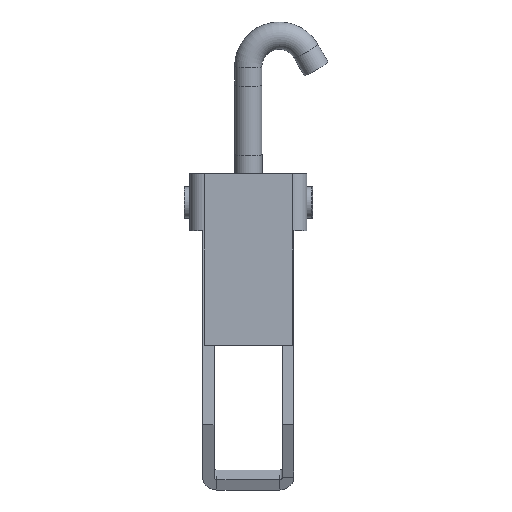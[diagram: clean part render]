
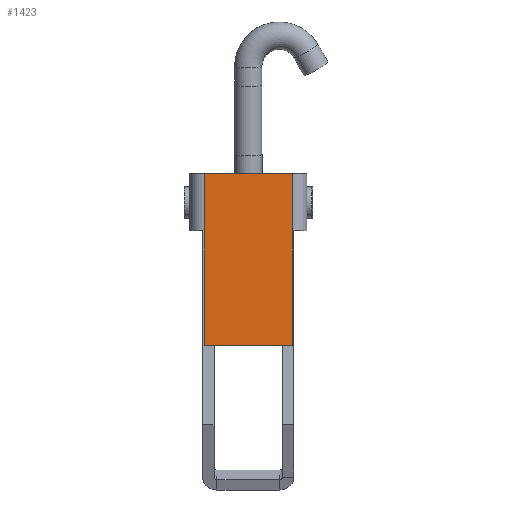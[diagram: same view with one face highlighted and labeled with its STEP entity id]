
A CAD part, front view. The second image highlights one B-rep face of the part: STEP entity #1423.
In plain terms, the highlighted planar face has unit normal (0, -1, 0).
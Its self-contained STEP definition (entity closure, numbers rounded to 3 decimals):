
#17 = EDGE_CURVE ( 'NONE', #1494, #569, #2277, .T. ) ;
#211 = CARTESIAN_POINT ( 'NONE',  ( 0., -2., 20. ) ) ;
#312 = VECTOR ( 'NONE', #1549, 1000. ) ;
#462 = PLANE ( 'NONE',  #560 ) ;
#560 = AXIS2_PLACEMENT_3D ( 'NONE', #1183, #2112, #1023 ) ;
#569 = VERTEX_POINT ( 'NONE', #945 ) ;
#711 = LINE ( 'NONE', #3298, #1430 ) ;
#733 = ORIENTED_EDGE ( 'NONE', *, *, #2149, .T. ) ;
#898 = EDGE_CURVE ( 'NONE', #3220, #3140, #1777, .T. ) ;
#904 = LINE ( 'NONE', #1921, #2532 ) ;
#945 = CARTESIAN_POINT ( 'NONE',  ( 15.5, -2., 20. ) ) ;
#1000 = VECTOR ( 'NONE', #2559, 1000. ) ;
#1023 = DIRECTION ( 'NONE',  ( 0., 0., 1. ) ) ;
#1183 = CARTESIAN_POINT ( 'NONE',  ( 0., -2., 30. ) ) ;
#1195 = VECTOR ( 'NONE', #1220, 1000. ) ;
#1220 = DIRECTION ( 'NONE',  ( 1., 0., 0. ) ) ;
#1307 = CARTESIAN_POINT ( 'NONE',  ( 0., -2., 0. ) ) ;
#1330 = ORIENTED_EDGE ( 'NONE', *, *, #898, .F. ) ;
#1385 = EDGE_CURVE ( 'NONE', #2845, #1494, #904, .T. ) ;
#1423 = ADVANCED_FACE ( 'NONE', ( #2600 ), #462, .F. ) ;
#1430 = VECTOR ( 'NONE', #3288, 1000. ) ;
#1443 = ORIENTED_EDGE ( 'NONE', *, *, #17, .T. ) ;
#1449 = ORIENTED_EDGE ( 'NONE', *, *, #2789, .T. ) ;
#1494 = VERTEX_POINT ( 'NONE', #2258 ) ;
#1529 = CARTESIAN_POINT ( 'NONE',  ( 0., -2., 30. ) ) ;
#1549 = DIRECTION ( 'NONE',  ( 0., 0., -1. ) ) ;
#1710 = DIRECTION ( 'NONE',  ( 1., 0., 0. ) ) ;
#1777 = LINE ( 'NONE', #2084, #1195 ) ;
#1921 = CARTESIAN_POINT ( 'NONE',  ( 0., -2., 0. ) ) ;
#1974 = VECTOR ( 'NONE', #2572, 1000. ) ;
#1979 = CARTESIAN_POINT ( 'NONE',  ( 0., -2., 30. ) ) ;
#2084 = CARTESIAN_POINT ( 'NONE',  ( 0., -2., 30. ) ) ;
#2112 = DIRECTION ( 'NONE',  ( 0., 1., 0. ) ) ;
#2149 = EDGE_CURVE ( 'NONE', #2505, #2845, #2214, .T. ) ;
#2197 = EDGE_CURVE ( 'NONE', #3140, #569, #711, .T. ) ;
#2214 = LINE ( 'NONE', #1307, #1974 ) ;
#2258 = CARTESIAN_POINT ( 'NONE',  ( 15.5, -2., 0. ) ) ;
#2277 = LINE ( 'NONE', #2601, #1000 ) ;
#2290 = LINE ( 'NONE', #1529, #312 ) ;
#2355 = CARTESIAN_POINT ( 'NONE',  ( 0., -2., 0. ) ) ;
#2467 = EDGE_LOOP ( 'NONE', ( #3219, #1443, #2889, #1330, #1449, #733 ) ) ;
#2505 = VERTEX_POINT ( 'NONE', #211 ) ;
#2532 = VECTOR ( 'NONE', #1710, 1000. ) ;
#2559 = DIRECTION ( 'NONE',  ( 0., 0., 1. ) ) ;
#2572 = DIRECTION ( 'NONE',  ( 0., 0., -1. ) ) ;
#2600 = FACE_OUTER_BOUND ( 'NONE', #2467, .T. ) ;
#2601 = CARTESIAN_POINT ( 'NONE',  ( 15.5, -2., 0. ) ) ;
#2789 = EDGE_CURVE ( 'NONE', #3220, #2505, #2290, .T. ) ;
#2845 = VERTEX_POINT ( 'NONE', #2355 ) ;
#2889 = ORIENTED_EDGE ( 'NONE', *, *, #2197, .F. ) ;
#3140 = VERTEX_POINT ( 'NONE', #3163 ) ;
#3163 = CARTESIAN_POINT ( 'NONE',  ( 15.5, -2., 30. ) ) ;
#3219 = ORIENTED_EDGE ( 'NONE', *, *, #1385, .T. ) ;
#3220 = VERTEX_POINT ( 'NONE', #1979 ) ;
#3288 = DIRECTION ( 'NONE',  ( 0., 0., -1. ) ) ;
#3298 = CARTESIAN_POINT ( 'NONE',  ( 15.5, -2., 30. ) ) ;
